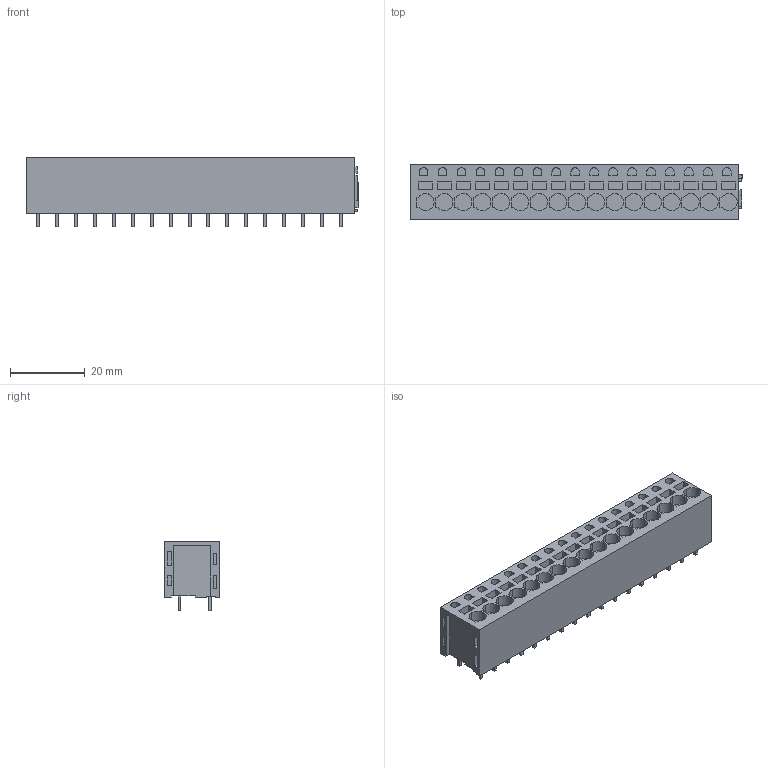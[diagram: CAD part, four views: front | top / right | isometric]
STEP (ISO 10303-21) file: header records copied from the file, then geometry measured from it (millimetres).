
FILE_DESCRIPTION(('CATIA V5 STEP Exchange','CAx-IF Rec.Pracs.--- Model Styling and Organization---1.2---2011-12-15'),'2;1');
FILE_NAME ('D1451175_0', '2018-04-09T13:34:53+00:00', ('none'), ('Weidmueller'), 'CATIA Version 5-6 Release 2014', 'CATIA V5 STEP AP214', 'none');
FILE_SCHEMA(('AUTOMOTIVE_DESIGN { 1 0 10303 214 1 1 1 1 }'));
Length unit declared in the file: millimetre
Products named in the file (1): 1331610000
Bounding box: 89.01 x 14.8 x 18.7 mm (x, y, z)
Volume: 18058.1 mm3; surface area: 7974.7 mm2
Topology: 35 solids, 35 shells, 595 faces, 1386 edges, 924 vertices
Faces by surface type: plane 510, cylinder 85
Entity records: 16383 total; most frequent: CARTESIAN_POINT 2871, ORIENTED_EDGE 2772, DIRECTION 2302, EDGE_CURVE 1386, VECTOR 1216, LINE 1216, VERTEX_POINT 924, EDGE_LOOP 658
